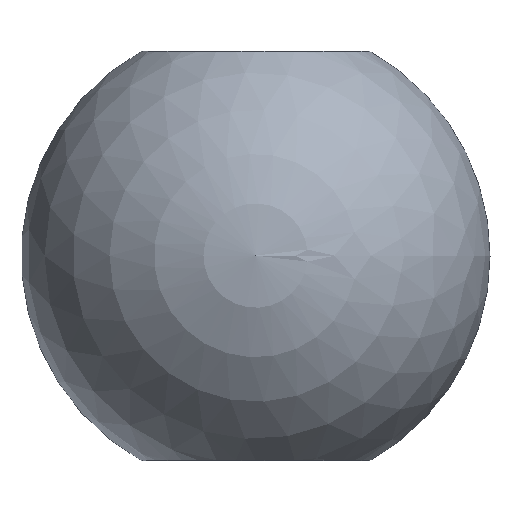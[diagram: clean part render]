
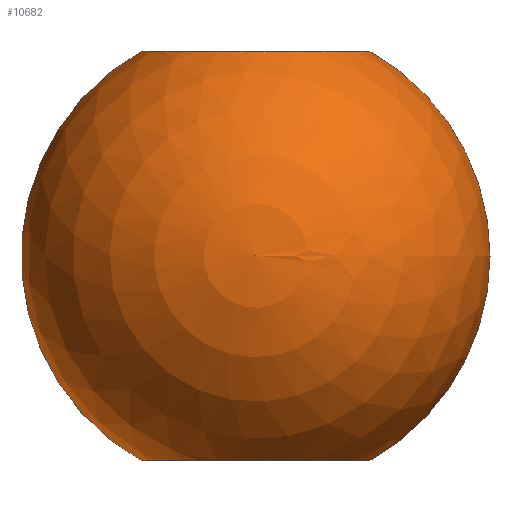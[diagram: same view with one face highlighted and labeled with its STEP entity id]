
A CAD part, top view. The second image highlights one B-rep face of the part: STEP entity #10682.
In plain terms, the highlighted spherical face has radius 15 mm.
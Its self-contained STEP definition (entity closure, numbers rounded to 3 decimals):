
#163 = CARTESIAN_POINT ( 'NONE',  ( 0., 13.094, 0. ) ) ;
#169 = DIRECTION ( 'NONE',  ( 1., 0., 0. ) ) ;
#319 = CIRCLE ( 'NONE', #757, 7.318 ) ;
#687 = CIRCLE ( 'NONE', #4862, 7.318 ) ;
#722 = VERTEX_POINT ( 'NONE', #6736 ) ;
#757 = AXIS2_PLACEMENT_3D ( 'NONE', #163, #11135, #12154 ) ;
#921 = DIRECTION ( 'NONE',  ( 0., 0., 1. ) ) ;
#1011 = CARTESIAN_POINT ( 'NONE',  ( -7.318, -13.094, 0. ) ) ;
#1045 = CARTESIAN_POINT ( 'NONE',  ( 0., -13.094, 0. ) ) ;
#1241 = CIRCLE ( 'NONE', #7819, 15. ) ;
#1498 = CIRCLE ( 'NONE', #6957, 7.318 ) ;
#1605 = ORIENTED_EDGE ( 'NONE', *, *, #3531, .T. ) ;
#1711 = ORIENTED_EDGE ( 'NONE', *, *, #2144, .T. ) ;
#2144 = EDGE_CURVE ( 'NONE', #7817, #722, #1498, .T. ) ;
#2667 = VERTEX_POINT ( 'NONE', #1011 ) ;
#2708 = VERTEX_POINT ( 'NONE', #6533 ) ;
#2709 = DIRECTION ( 'NONE',  ( -1., 0., 0. ) ) ;
#2945 = DIRECTION ( 'NONE',  ( 0., 0., 1. ) ) ;
#2949 = DIRECTION ( 'NONE',  ( 0., 1., 0. ) ) ;
#3090 = CARTESIAN_POINT ( 'NONE',  ( 0., 0., 0. ) ) ;
#3101 = CARTESIAN_POINT ( 'NONE',  ( 0., 13.094, 0. ) ) ;
#3531 = EDGE_CURVE ( 'NONE', #12284, #2708, #6127, .T. ) ;
#3726 = DIRECTION ( 'NONE',  ( 0., 0., -1. ) ) ;
#3890 = AXIS2_PLACEMENT_3D ( 'NONE', #11680, #6674, #5694 ) ;
#4336 = CARTESIAN_POINT ( 'NONE',  ( 7.318, 13.094, 0. ) ) ;
#4653 = CARTESIAN_POINT ( 'NONE',  ( -7.318, 13.094, 0. ) ) ;
#4862 = AXIS2_PLACEMENT_3D ( 'NONE', #5948, #2949, #921 ) ;
#5057 = DIRECTION ( 'NONE',  ( 0., 0., -1. ) ) ;
#5088 = DIRECTION ( 'NONE',  ( 0., 0., 1. ) ) ;
#5117 = SPHERICAL_SURFACE ( 'NONE', #3890, 15. ) ;
#5187 = CIRCLE ( 'NONE', #6903, 15. ) ;
#5230 = DIRECTION ( 'NONE',  ( 0., -1., 0. ) ) ;
#5694 = DIRECTION ( 'NONE',  ( 1., 0., 0. ) ) ;
#5697 = EDGE_CURVE ( 'NONE', #2667, #11650, #5187, .T. ) ;
#5790 = EDGE_CURVE ( 'NONE', #2667, #7817, #687, .T. ) ;
#5948 = CARTESIAN_POINT ( 'NONE',  ( 0., -13.094, 0. ) ) ;
#6127 = CIRCLE ( 'NONE', #12208, 7.318 ) ;
#6372 = ORIENTED_EDGE ( 'NONE', *, *, #11874, .T. ) ;
#6533 = CARTESIAN_POINT ( 'NONE',  ( 0., 13.094, 7.318 ) ) ;
#6674 = DIRECTION ( 'NONE',  ( 0., 0., -1. ) ) ;
#6734 = CARTESIAN_POINT ( 'NONE',  ( 0., -13.094, 7.318 ) ) ;
#6736 = CARTESIAN_POINT ( 'NONE',  ( 7.318, -13.094, 0. ) ) ;
#6903 = AXIS2_PLACEMENT_3D ( 'NONE', #7755, #3726, #2709 ) ;
#6957 = AXIS2_PLACEMENT_3D ( 'NONE', #1045, #9967, #2945 ) ;
#7755 = CARTESIAN_POINT ( 'NONE',  ( 0., 0., 0. ) ) ;
#7787 = FACE_OUTER_BOUND ( 'NONE', #12508, .T. ) ;
#7817 = VERTEX_POINT ( 'NONE', #6734 ) ;
#7819 = AXIS2_PLACEMENT_3D ( 'NONE', #3090, #5088, #169 ) ;
#8114 = ORIENTED_EDGE ( 'NONE', *, *, #5790, .T. ) ;
#9769 = EDGE_CURVE ( 'NONE', #722, #12284, #1241, .T. ) ;
#9967 = DIRECTION ( 'NONE',  ( 0., 1., 0. ) ) ;
#10682 = ADVANCED_FACE ( 'NONE', ( #7787 ), #5117, .T. ) ;
#10848 = ORIENTED_EDGE ( 'NONE', *, *, #5697, .F. ) ;
#11135 = DIRECTION ( 'NONE',  ( 0., -1., 0. ) ) ;
#11650 = VERTEX_POINT ( 'NONE', #4653 ) ;
#11680 = CARTESIAN_POINT ( 'NONE',  ( 0., 0., 0. ) ) ;
#11874 = EDGE_CURVE ( 'NONE', #2708, #11650, #319, .T. ) ;
#12154 = DIRECTION ( 'NONE',  ( 0., 0., -1. ) ) ;
#12208 = AXIS2_PLACEMENT_3D ( 'NONE', #3101, #5230, #5057 ) ;
#12284 = VERTEX_POINT ( 'NONE', #4336 ) ;
#12508 = EDGE_LOOP ( 'NONE', ( #10848, #8114, #1711, #12851, #1605, #6372 ) ) ;
#12851 = ORIENTED_EDGE ( 'NONE', *, *, #9769, .T. ) ;
